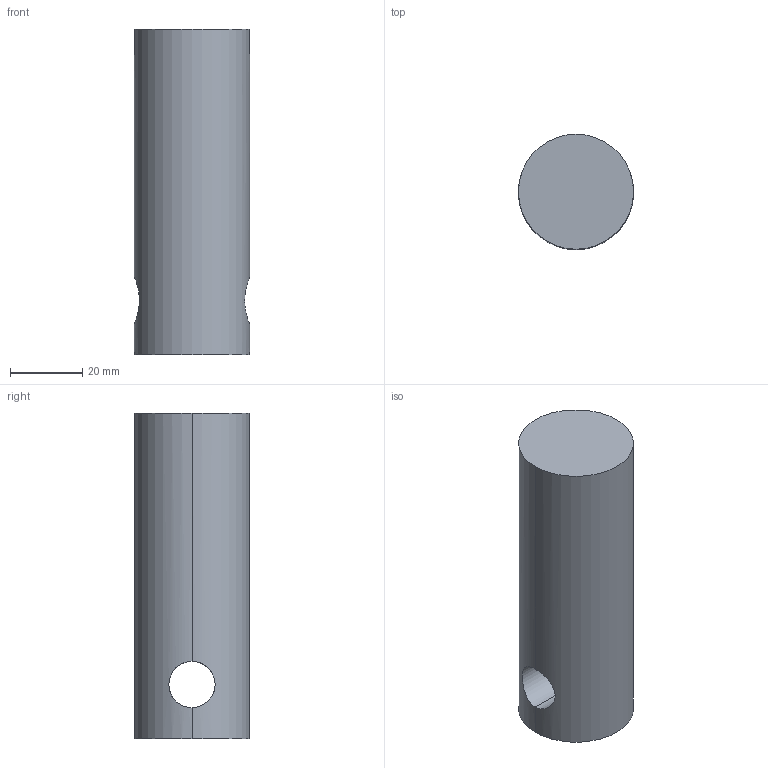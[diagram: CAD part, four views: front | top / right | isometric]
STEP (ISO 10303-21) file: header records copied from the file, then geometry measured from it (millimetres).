
FILE_DESCRIPTION (( 'STEP AP203' ), '1' );
FILE_NAME ('Spindle.STEP', '2012-07-06T23:01:35', ( '' ), ( '' ), 'SwSTEP 2.0', 'SolidWorks 2010', '' );
FILE_SCHEMA (( 'CONFIG_CONTROL_DESIGN' ));
Length unit declared in the file: millimetre
Products named in the file (1): Spindle
Bounding box: 31.8 x 31.8 x 90 mm (x, y, z)
Volume: 67472.9 mm3; surface area: 11542 mm2
Topology: 1 solids, 1 shells, 6 faces, 14 edges, 8 vertices
Faces by surface type: cylinder 4, plane 2
Entity records: 411 total; most frequent: CARTESIAN_POINT 197, DIRECTION 28, ORIENTED_EDGE 28, EDGE_CURVE 14, AXIS2_PLACEMENT_3D 11, VERTEX_POINT 8, PERSON_AND_ORGANIZATION 8, ADVANCED_FACE 6
